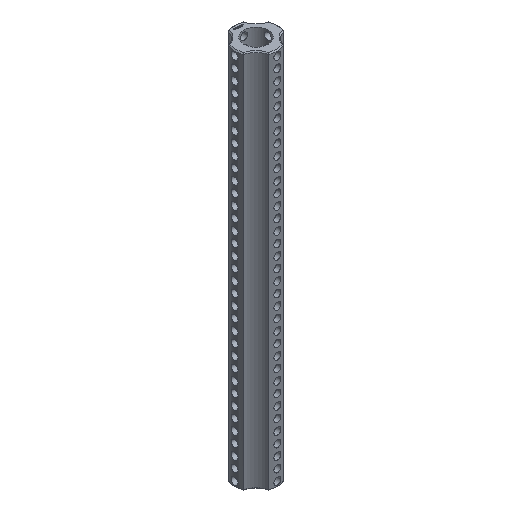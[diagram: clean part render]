
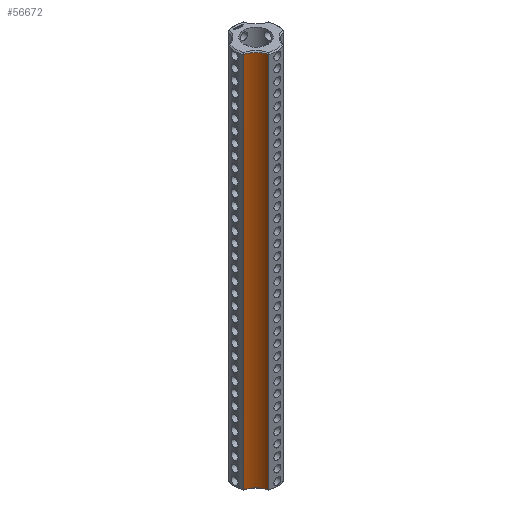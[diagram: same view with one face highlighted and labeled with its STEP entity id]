
A CAD part, isometric view. The second image highlights one B-rep face of the part: STEP entity #56672.
In plain terms, the highlighted cylindrical face has radius 5 mm (diameter 10 mm), a partial arc.
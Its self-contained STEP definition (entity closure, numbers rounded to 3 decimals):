
#7574 = CYLINDRICAL_SURFACE('',#7575,6.25);
#7575 = AXIS2_PLACEMENT_3D('',#7576,#7577,#7578);
#7576 = CARTESIAN_POINT('',(0.,0.,0.));
#7577 = DIRECTION('',(-0.,-0.,-1.));
#7578 = DIRECTION('',(1.,0.,0.));
#16570 = EDGE_CURVE('',#16571,#16573,#16575,.T.);
#16571 = VERTEX_POINT('',#16572);
#16572 = CARTESIAN_POINT('',(-2.225,-5.841,0.3));
#16573 = VERTEX_POINT('',#16574);
#16574 = CARTESIAN_POINT('',(-2.225,-5.841,109.075));
#16575 = SURFACE_CURVE('',#16576,(#16580,#16587),.PCURVE_S1.);
#16576 = LINE('',#16577,#16578);
#16577 = CARTESIAN_POINT('',(-2.225,-5.841,0.));
#16578 = VECTOR('',#16579,1.);
#16579 = DIRECTION('',(0.,0.,1.));
#16580 = PCURVE('',#7574,#16581);
#16581 = DEFINITIONAL_REPRESENTATION('',(#16582),#16586);
#16582 = LINE('',#16583,#16584);
#16583 = CARTESIAN_POINT('',(-4.348,0.));
#16584 = VECTOR('',#16585,1.);
#16585 = DIRECTION('',(-0.,-1.));
#16586 = ( GEOMETRIC_REPRESENTATION_CONTEXT(2) 
PARAMETRIC_REPRESENTATION_CONTEXT() REPRESENTATION_CONTEXT('2D SPACE',''
  ) );
#16587 = PCURVE('',#16588,#16593);
#16588 = CYLINDRICAL_SURFACE('',#16589,5.);
#16589 = AXIS2_PLACEMENT_3D('',#16590,#16591,#16592);
#16590 = CARTESIAN_POINT('',(-7.071,-7.071,0.));
#16591 = DIRECTION('',(-0.,-0.,-1.));
#16592 = DIRECTION('',(1.,0.,0.));
#16593 = DEFINITIONAL_REPRESENTATION('',(#16594),#16598);
#16594 = LINE('',#16595,#16596);
#16595 = CARTESIAN_POINT('',(-0.249,0.));
#16596 = VECTOR('',#16597,1.);
#16597 = DIRECTION('',(-0.,-1.));
#16598 = ( GEOMETRIC_REPRESENTATION_CONTEXT(2) 
PARAMETRIC_REPRESENTATION_CONTEXT() REPRESENTATION_CONTEXT('2D SPACE',''
  ) );
#22677 = CONICAL_SURFACE('',#22678,5.,0.785);
#22678 = AXIS2_PLACEMENT_3D('',#22679,#22680,#22681);
#22679 = CARTESIAN_POINT('',(-7.071,-7.071,0.3));
#22680 = DIRECTION('',(-0.,-0.,-1.));
#22681 = DIRECTION('',(0.969,0.246,0.));
#22879 = CONICAL_SURFACE('',#22880,5.,0.785);
#22880 = AXIS2_PLACEMENT_3D('',#22881,#22882,#22883);
#22881 = CARTESIAN_POINT('',(-7.071,-7.071,109.075));
#22882 = DIRECTION('',(0.,0.,1.));
#22883 = DIRECTION('',(0.969,0.246,0.));
#56672 = ADVANCED_FACE('',(#56673),#16588,.F.);
#56673 = FACE_BOUND('',#56674,.T.);
#56674 = EDGE_LOOP('',(#56675,#56676,#56700,#56728));
#56675 = ORIENTED_EDGE('',*,*,#16570,.T.);
#56676 = ORIENTED_EDGE('',*,*,#56677,.T.);
#56677 = EDGE_CURVE('',#16573,#56678,#56680,.T.);
#56678 = VERTEX_POINT('',#56679);
#56679 = CARTESIAN_POINT('',(-5.841,-2.225,109.075));
#56680 = SURFACE_CURVE('',#56681,(#56686,#56693),.PCURVE_S1.);
#56681 = CIRCLE('',#56682,5.);
#56682 = AXIS2_PLACEMENT_3D('',#56683,#56684,#56685);
#56683 = CARTESIAN_POINT('',(-7.071,-7.071,109.075));
#56684 = DIRECTION('',(0.,-0.,1.));
#56685 = DIRECTION('',(0.969,0.246,0.));
#56686 = PCURVE('',#16588,#56687);
#56687 = DEFINITIONAL_REPRESENTATION('',(#56688),#56692);
#56688 = LINE('',#56689,#56690);
#56689 = CARTESIAN_POINT('',(-0.249,-109.075));
#56690 = VECTOR('',#56691,1.);
#56691 = DIRECTION('',(-1.,0.));
#56692 = ( GEOMETRIC_REPRESENTATION_CONTEXT(2) 
PARAMETRIC_REPRESENTATION_CONTEXT() REPRESENTATION_CONTEXT('2D SPACE',''
  ) );
#56693 = PCURVE('',#22879,#56694);
#56694 = DEFINITIONAL_REPRESENTATION('',(#56695),#56699);
#56695 = LINE('',#56696,#56697);
#56696 = CARTESIAN_POINT('',(0.,0.));
#56697 = VECTOR('',#56698,1.);
#56698 = DIRECTION('',(1.,0.));
#56699 = ( GEOMETRIC_REPRESENTATION_CONTEXT(2) 
PARAMETRIC_REPRESENTATION_CONTEXT() REPRESENTATION_CONTEXT('2D SPACE',''
  ) );
#56700 = ORIENTED_EDGE('',*,*,#56701,.F.);
#56701 = EDGE_CURVE('',#56702,#56678,#56704,.T.);
#56702 = VERTEX_POINT('',#56703);
#56703 = CARTESIAN_POINT('',(-5.841,-2.225,0.3));
#56704 = SURFACE_CURVE('',#56705,(#56709,#56716),.PCURVE_S1.);
#56705 = LINE('',#56706,#56707);
#56706 = CARTESIAN_POINT('',(-5.841,-2.225,0.));
#56707 = VECTOR('',#56708,1.);
#56708 = DIRECTION('',(0.,0.,1.));
#56709 = PCURVE('',#16588,#56710);
#56710 = DEFINITIONAL_REPRESENTATION('',(#56711),#56715);
#56711 = LINE('',#56712,#56713);
#56712 = CARTESIAN_POINT('',(-1.322,0.));
#56713 = VECTOR('',#56714,1.);
#56714 = DIRECTION('',(-0.,-1.));
#56715 = ( GEOMETRIC_REPRESENTATION_CONTEXT(2) 
PARAMETRIC_REPRESENTATION_CONTEXT() REPRESENTATION_CONTEXT('2D SPACE',''
  ) );
#56716 = PCURVE('',#56717,#56722);
#56717 = CYLINDRICAL_SURFACE('',#56718,6.25);
#56718 = AXIS2_PLACEMENT_3D('',#56719,#56720,#56721);
#56719 = CARTESIAN_POINT('',(0.,0.,0.));
#56720 = DIRECTION('',(-0.,-0.,-1.));
#56721 = DIRECTION('',(1.,0.,0.));
#56722 = DEFINITIONAL_REPRESENTATION('',(#56723),#56727);
#56723 = LINE('',#56724,#56725);
#56724 = CARTESIAN_POINT('',(-3.506,0.));
#56725 = VECTOR('',#56726,1.);
#56726 = DIRECTION('',(-0.,-1.));
#56727 = ( GEOMETRIC_REPRESENTATION_CONTEXT(2) 
PARAMETRIC_REPRESENTATION_CONTEXT() REPRESENTATION_CONTEXT('2D SPACE',''
  ) );
#56728 = ORIENTED_EDGE('',*,*,#56729,.F.);
#56729 = EDGE_CURVE('',#16571,#56702,#56730,.T.);
#56730 = SURFACE_CURVE('',#56731,(#56736,#56743),.PCURVE_S1.);
#56731 = CIRCLE('',#56732,5.);
#56732 = AXIS2_PLACEMENT_3D('',#56733,#56734,#56735);
#56733 = CARTESIAN_POINT('',(-7.071,-7.071,0.3));
#56734 = DIRECTION('',(0.,-0.,1.));
#56735 = DIRECTION('',(0.969,0.246,0.));
#56736 = PCURVE('',#16588,#56737);
#56737 = DEFINITIONAL_REPRESENTATION('',(#56738),#56742);
#56738 = LINE('',#56739,#56740);
#56739 = CARTESIAN_POINT('',(-0.249,-0.3));
#56740 = VECTOR('',#56741,1.);
#56741 = DIRECTION('',(-1.,0.));
#56742 = ( GEOMETRIC_REPRESENTATION_CONTEXT(2) 
PARAMETRIC_REPRESENTATION_CONTEXT() REPRESENTATION_CONTEXT('2D SPACE',''
  ) );
#56743 = PCURVE('',#22677,#56744);
#56744 = DEFINITIONAL_REPRESENTATION('',(#56745),#56749);
#56745 = LINE('',#56746,#56747);
#56746 = CARTESIAN_POINT('',(-0.,0.));
#56747 = VECTOR('',#56748,1.);
#56748 = DIRECTION('',(-1.,0.));
#56749 = ( GEOMETRIC_REPRESENTATION_CONTEXT(2) 
PARAMETRIC_REPRESENTATION_CONTEXT() REPRESENTATION_CONTEXT('2D SPACE',''
  ) );
